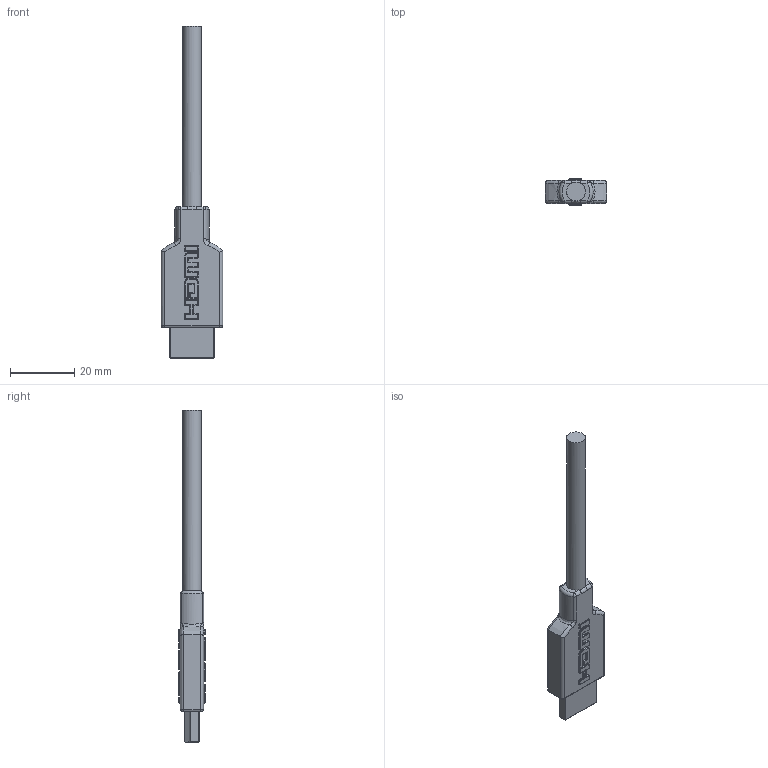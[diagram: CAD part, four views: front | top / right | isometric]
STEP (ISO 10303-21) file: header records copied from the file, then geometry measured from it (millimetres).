
FILE_DESCRIPTION(/* description */ (''),/* implementation_level */ '2;1');
FILE_NAME(/* name */ 'HDMI v3.step',/* time_stamp */ '2022-06-06T10:35:13-04:00',/* author */ (''),/* organization */ (''),/* preprocessor_version */ 'ST-DEVELOPER v18.1',/* originating_system */ 'Autodesk Translation Framework v10.14.0.1471',/* authorisation */ '');
FILE_SCHEMA (('AUTOMOTIVE_DESIGN { 1 0 10303 214 3 1 1 }'));
Length unit declared in the file: millimetre
Products named in the file (1): HDMI
Bounding box: 19 x 8.16 x 103 mm (x, y, z)
Volume: 6244.8 mm3; surface area: 3778.2 mm2
Topology: 1 solids, 1 shells, 759 faces, 1859 edges, 1028 vertices
Faces by surface type: plane 280, cylinder 273, sphere 91, torus 65, bspline 50
Full cylindrical faces by diameter (mm): 5.8 x1
Entity records: 24276 total; most frequent: CARTESIAN_POINT 7043, DIRECTION 3641, ORIENTED_EDGE 3510, EDGE_CURVE 1755, AXIS2_PLACEMENT_3D 1307, VERTEX_POINT 1028, LINE 1027, VECTOR 1027
